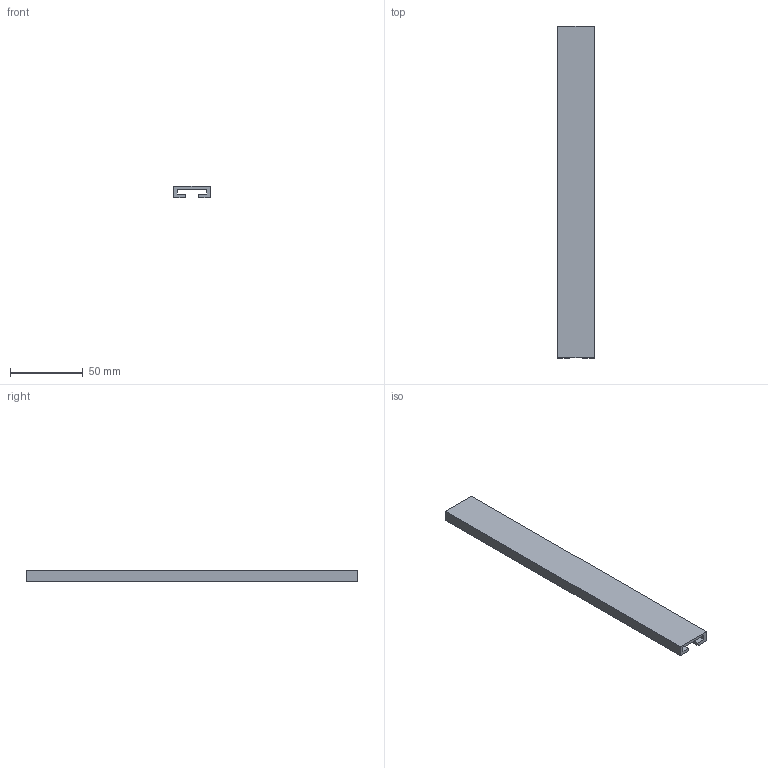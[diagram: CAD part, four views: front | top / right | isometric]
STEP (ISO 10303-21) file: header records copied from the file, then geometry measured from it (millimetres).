
FILE_DESCRIPTION(/* description */ (''),/* implementation_level */ '2;1');
FILE_NAME(/* name */ 'Channel II.stp',/* time_stamp */ '2014-07-24T10:43:59-05:00',/* author */ ('quinn'),/* organization */ (''),/* preprocessor_version */ 'ST-DEVELOPER v15.2',/* originating_system */ 'Autodesk Inventor 2014',/* authorisation */ '');
FILE_SCHEMA (('AUTOMOTIVE_DESIGN { 1 0 10303 214 3 1 1 }'));
Length unit declared in the file: inch
Products named in the file (1): Channel II
Bounding box: 25.4 x 228.6 x 7.62 mm (x, y, z)
Volume: 23374.3 mm3; surface area: 23169 mm2
Topology: 1 solids, 1 shells, 14 faces, 36 edges, 24 vertices
Faces by surface type: plane 14
Entity records: 443 total; most frequent: CARTESIAN_POINT 75, ORIENTED_EDGE 72, DIRECTION 66, LINE 36, VECTOR 36, EDGE_CURVE 36, VERTEX_POINT 24, AXIS2_PLACEMENT_3D 15
